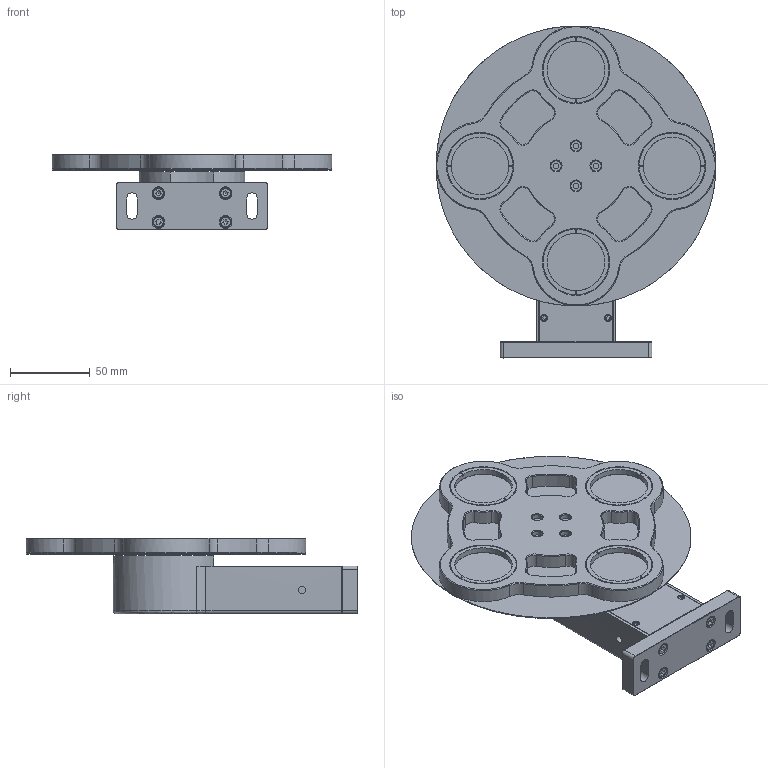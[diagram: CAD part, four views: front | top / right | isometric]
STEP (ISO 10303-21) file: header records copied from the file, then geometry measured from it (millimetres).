
FILE_DESCRIPTION (( 'STEP AP203' ), '1' );
FILE_NAME ('528363.STEP', '2024-04-10T01:55:49', ( 'Windows User' ), ( 'P R C' ), 'SwSTEP 2.0', 'SolidWorks 2020', '' );
FILE_SCHEMA (( 'CONFIG_CONTROL_DESIGN' ));
Length unit declared in the file: millimetre
Products named in the file (1): 528363
Bounding box: 175 x 207.5 x 47.5 mm (x, y, z)
Surface area: 91829.8 mm2 (no closed solid volume)
Topology: 0 solids, 30 shells, 346 faces, 937 edges, 627 vertices
Faces by surface type: plane 149, cylinder 93, cone 91, torus 10, bspline 3
Full cylindrical faces by diameter (mm): 3.4 x4, 4.4 x2, 4.7 x1, 5.5 x1, 6.5 x8, 7 x2, 8 x4, 36 x7, 41 x2, 175 x1
Entity records: 13587 total; most frequent: CARTESIAN_POINT 5173, DIRECTION 1774, ORIENTED_EDGE 1506, EDGE_CURVE 851, AXIS2_PLACEMENT_3D 667, VERTEX_POINT 604, EDGE_LOOP 461, LINE 440
